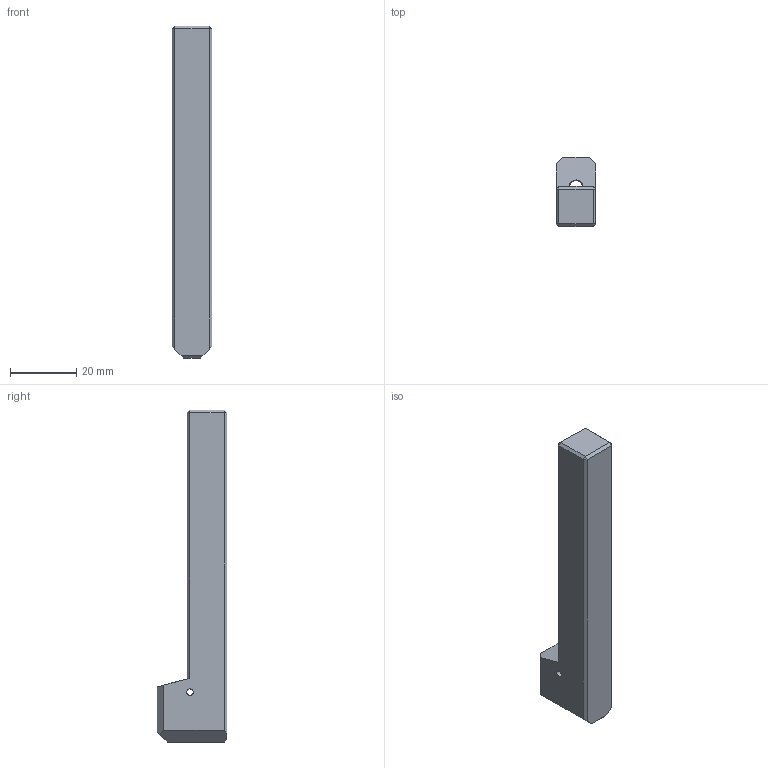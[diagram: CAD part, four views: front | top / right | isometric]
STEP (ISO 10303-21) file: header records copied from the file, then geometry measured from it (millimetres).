
FILE_DESCRIPTION(/* description */ (''),/* implementation_level */ '2;1');
FILE_NAME(/* name */ '1499246196923.stp',/* time_stamp */ '2017-07-05T11:16:41+02:00',/* author */ (''),/* organization */ ('SMS'),/* preprocessor_version */ 'ST-DEVELOPER v15',/* originating_system */ 'SIEMENS PLM Software NX 8.5',/* authorisation */ '');
FILE_SCHEMA (('AUTOMOTIVE_DESIGN { 1 0 10303 214 3 1 1 1 }'));
Length unit declared in the file: millimetre
Products named in the file (1): 201133093MOD000_00
Bounding box: 12 x 21 x 100 mm (x, y, z)
Volume: 15430.9 mm3; surface area: 5589.2 mm2
Topology: 1 solids, 1 shells, 41 faces, 115 edges, 70 vertices
Faces by surface type: plane 27, cylinder 9, cone 5
Entity records: 1541 total; most frequent: CARTESIAN_POINT 455, ORIENTED_EDGE 226, DIRECTION 206, EDGE_CURVE 113, LINE 82, VECTOR 82, VERTEX_POINT 70, AXIS2_PLACEMENT_3D 62
